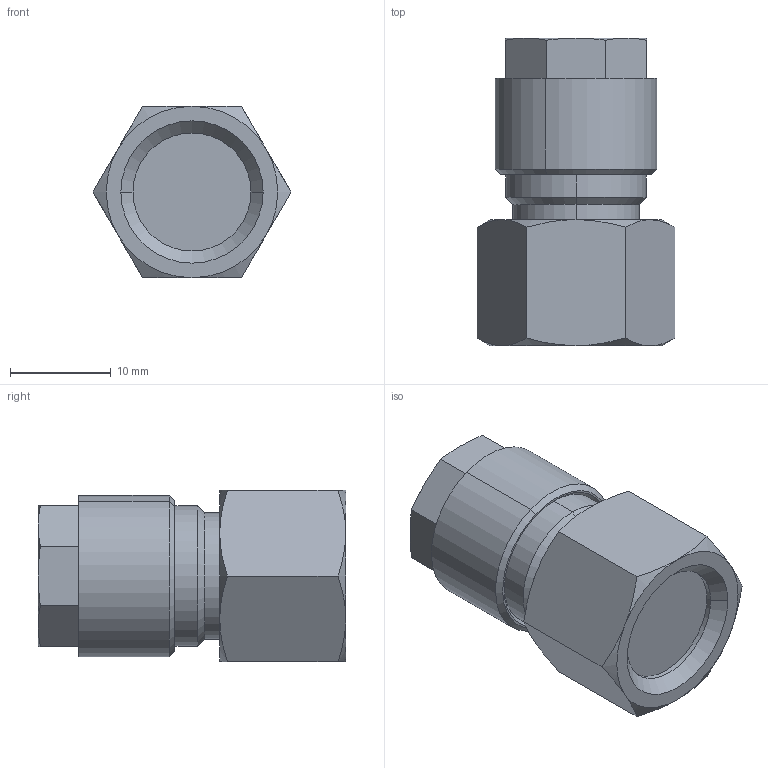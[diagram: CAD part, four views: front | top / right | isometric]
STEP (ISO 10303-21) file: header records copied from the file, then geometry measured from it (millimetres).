
FILE_DESCRIPTION(/* description */ ('VariCAD 2016-1.06 AP-214'),/* implementation_level */ '2;1');
FILE_NAME(/* name */ 'ack_148_msv.stp',/* time_stamp */ '2016-06-16T10:55:04+02:00',/* author */ (''),/* organization */ (''),/* preprocessor_version */ 'ST-DEVELOPER v14',/* originating_system */ 'VariCAD 2016-1.06; kernel version (20130303)',/* authorisation */ '');
FILE_SCHEMA (('AUTOMOTIVE_DESIGN'));
Length unit declared in the file: millimetre
Products named in the file (2): ack_148_msv; ACK 148 MSV
Assembly tree (1 placements, depth 2):
  ack_148_msv
    ACK 148 MSV
Bounding box: 19.63 x 30.5 x 17 mm (x, y, z)
Volume: 5950.6 mm3; surface area: 2292.5 mm2
Topology: 1 solids, 1 shells, 61 faces, 131 edges, 77 vertices
Faces by surface type: cone 28, plane 21, cylinder 10, torus 2
Entity records: 1762 total; most frequent: CARTESIAN_POINT 433, DIRECTION 272, ORIENTED_EDGE 262, EDGE_CURVE 131, AXIS2_PLACEMENT_3D 116, VERTEX_POINT 77, EDGE_LOOP 66, FACE_OUTER_BOUND 61
